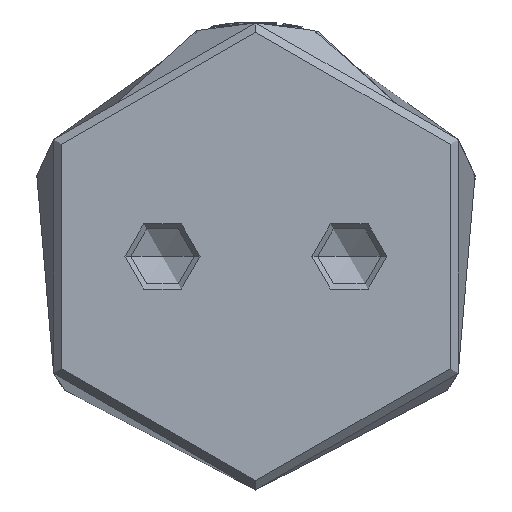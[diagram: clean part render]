
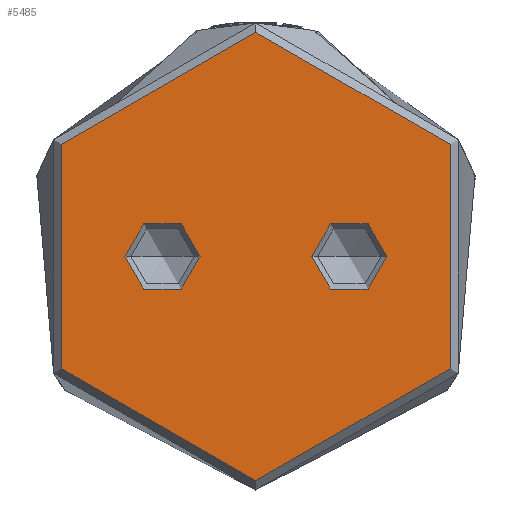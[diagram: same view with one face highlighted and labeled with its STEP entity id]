
A CAD part, front view. The second image highlights one B-rep face of the part: STEP entity #5485.
In plain terms, the highlighted face is planar.
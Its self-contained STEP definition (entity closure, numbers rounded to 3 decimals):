
#69 = EDGE_CURVE ( 'NONE', #2629, #6741, #5852, .T. ) ;
#132 = VERTEX_POINT ( 'NONE', #2451 ) ;
#154 = AXIS2_PLACEMENT_3D ( 'NONE', #5991, #5966, #5945 ) ;
#429 = EDGE_CURVE ( 'NONE', #4518, #6636, #1619, .T. ) ;
#437 = DIRECTION ( 'NONE',  ( 0., -1., 0. ) ) ;
#482 = CARTESIAN_POINT ( 'NONE',  ( 0., 0., 0. ) ) ;
#843 = EDGE_CURVE ( 'NONE', #6741, #2629, #5626, .T. ) ;
#1011 = DIRECTION ( 'NONE',  ( 0., 0., -1. ) ) ;
#1460 = CARTESIAN_POINT ( 'NONE',  ( 0., 24., 0. ) ) ;
#1481 = AXIS2_PLACEMENT_3D ( 'NONE', #482, #4491, #437 ) ;
#1619 = CIRCLE ( 'NONE', #2080, 4.025 ) ;
#2080 = AXIS2_PLACEMENT_3D ( 'NONE', #7044, #7061, #7106 ) ;
#2326 = ORIENTED_EDGE ( 'NONE', *, *, #3925, .F. ) ;
#2425 = ORIENTED_EDGE ( 'NONE', *, *, #429, .F. ) ;
#2432 = ORIENTED_EDGE ( 'NONE', *, *, #3801, .F. ) ;
#2451 = CARTESIAN_POINT ( 'NONE',  ( 14.025, 0., 0. ) ) ;
#2507 = ORIENTED_EDGE ( 'NONE', *, *, #2696, .F. ) ;
#2599 = ORIENTED_EDGE ( 'NONE', *, *, #843, .T. ) ;
#2629 = VERTEX_POINT ( 'NONE', #4588 ) ;
#2696 = EDGE_CURVE ( 'NONE', #4846, #132, #5822, .T. ) ;
#3036 = ORIENTED_EDGE ( 'NONE', *, *, #69, .T. ) ;
#3113 = CARTESIAN_POINT ( 'NONE',  ( -5.975, 0., 0. ) ) ;
#3441 = CIRCLE ( 'NONE', #6216, 4.025 ) ;
#3801 = EDGE_CURVE ( 'NONE', #132, #4846, #3949, .T. ) ;
#3849 = DIRECTION ( 'NONE',  ( 1., 0., 0. ) ) ;
#3874 = DIRECTION ( 'NONE',  ( 0., 0., 1. ) ) ;
#3921 = CARTESIAN_POINT ( 'NONE',  ( -10., 0., 0. ) ) ;
#3925 = EDGE_CURVE ( 'NONE', #6636, #4518, #3441, .T. ) ;
#3949 = CIRCLE ( 'NONE', #154, 4.025 ) ;
#4311 = AXIS2_PLACEMENT_3D ( 'NONE', #4446, #1011, #5030 ) ;
#4446 = CARTESIAN_POINT ( 'NONE',  ( 0., 24., 0. ) ) ;
#4491 = DIRECTION ( 'NONE',  ( 0., 0., 1. ) ) ;
#4518 = VERTEX_POINT ( 'NONE', #4957 ) ;
#4519 = CARTESIAN_POINT ( 'NONE',  ( 0., 0., 0. ) ) ;
#4568 = DIRECTION ( 'NONE',  ( 0., 0., 1. ) ) ;
#4588 = CARTESIAN_POINT ( 'NONE',  ( 0., -24., 0. ) ) ;
#4599 = DIRECTION ( 'NONE',  ( 0., -1., 0. ) ) ;
#4846 = VERTEX_POINT ( 'NONE', #7006 ) ;
#4850 = AXIS2_PLACEMENT_3D ( 'NONE', #4519, #4568, #4599 ) ;
#4957 = CARTESIAN_POINT ( 'NONE',  ( -14.025, 0., 0. ) ) ;
#5030 = DIRECTION ( 'NONE',  ( 0., 1., 0. ) ) ;
#5485 = ADVANCED_FACE ( 'NONE', ( #6609, #6527, #6687 ), #5561, .F. ) ;
#5561 = PLANE ( 'NONE',  #4311 ) ;
#5626 = CIRCLE ( 'NONE', #4850, 24. ) ;
#5822 = CIRCLE ( 'NONE', #6792, 4.025 ) ;
#5852 = CIRCLE ( 'NONE', #1481, 24. ) ;
#5891 = CARTESIAN_POINT ( 'NONE',  ( 10., 0., 0. ) ) ;
#5914 = DIRECTION ( 'NONE',  ( 0., 0., 1. ) ) ;
#5932 = DIRECTION ( 'NONE',  ( 1., 0., 0. ) ) ;
#5945 = DIRECTION ( 'NONE',  ( 1., 0., 0. ) ) ;
#5966 = DIRECTION ( 'NONE',  ( 0., 0., 1. ) ) ;
#5991 = CARTESIAN_POINT ( 'NONE',  ( 10., 0., 0. ) ) ;
#6216 = AXIS2_PLACEMENT_3D ( 'NONE', #3921, #3874, #3849 ) ;
#6479 = EDGE_LOOP ( 'NONE', ( #2326, #2425 ) ) ;
#6527 = FACE_BOUND ( 'NONE', #6847, .T. ) ;
#6609 = FACE_BOUND ( 'NONE', #6479, .T. ) ;
#6636 = VERTEX_POINT ( 'NONE', #3113 ) ;
#6666 = EDGE_LOOP ( 'NONE', ( #2599, #3036 ) ) ;
#6687 = FACE_OUTER_BOUND ( 'NONE', #6666, .T. ) ;
#6741 = VERTEX_POINT ( 'NONE', #1460 ) ;
#6792 = AXIS2_PLACEMENT_3D ( 'NONE', #5891, #5914, #5932 ) ;
#6847 = EDGE_LOOP ( 'NONE', ( #2432, #2507 ) ) ;
#7006 = CARTESIAN_POINT ( 'NONE',  ( 5.975, 0., 0. ) ) ;
#7044 = CARTESIAN_POINT ( 'NONE',  ( -10., 0., 0. ) ) ;
#7061 = DIRECTION ( 'NONE',  ( 0., 0., 1. ) ) ;
#7106 = DIRECTION ( 'NONE',  ( 1., 0., 0. ) ) ;
